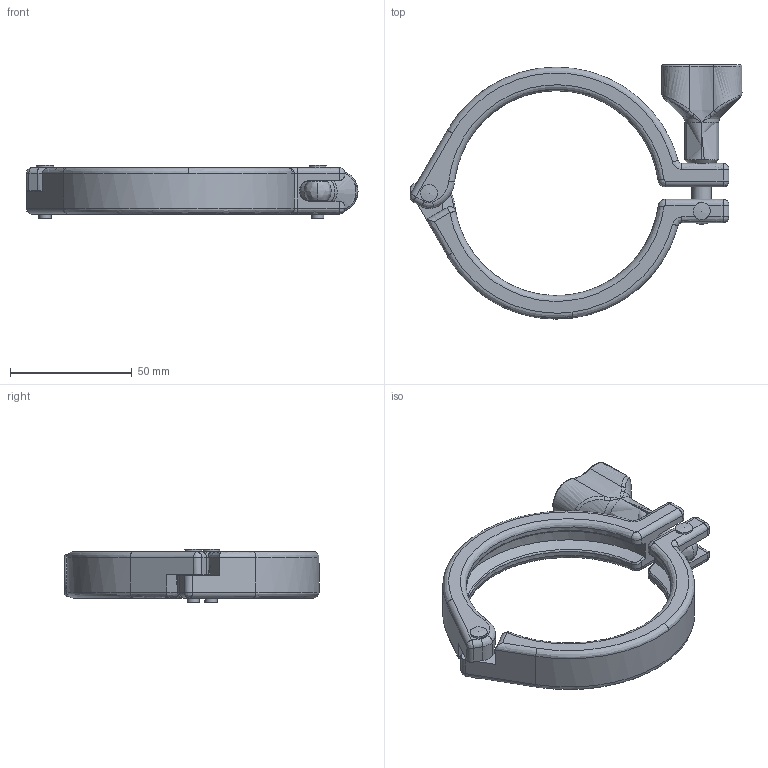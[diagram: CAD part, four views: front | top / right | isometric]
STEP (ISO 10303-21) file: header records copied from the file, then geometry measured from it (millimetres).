
FILE_DESCRIPTION((''),'2;1');
FILE_NAME('9635211056_DN65.stp', '2005-05-10T09:46:40',('User'),('SDRC'),'I-DEAS Master Series 9','UNIX', 'Yes');
FILE_SCHEMA(('CONFIG_CONTROL_DESIGN'));
Length unit declared in the file: millimetre
Bounding box: 136.25 x 104.3 x 22 mm (x, y, z)
Volume: 59447.5 mm3; surface area: 25015.6 mm2
Topology: 1 solids, 1 shells, 211 faces, 513 edges, 289 vertices
Faces by surface type: bspline 211
Entity records: 8658 total; most frequent: CARTESIAN_POINT 5829, ORIENTED_EDGE 978, EDGE_CURVE 489, VERTEX_POINT 289, B_SPLINE_CURVE_WITH_KNOTS 262, EDGE_LOOP 224, FACE_OUTER_BOUND 211, ADVANCED_FACE 211
